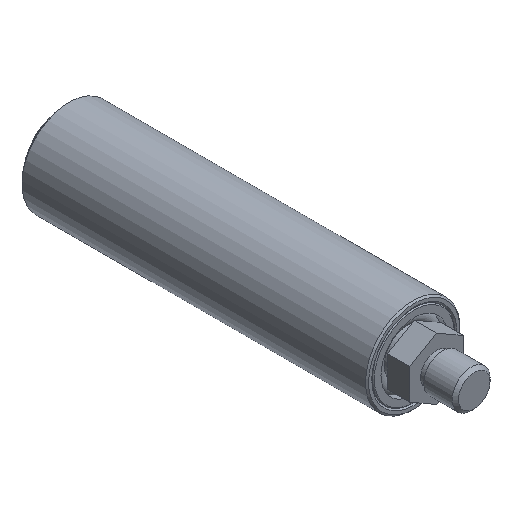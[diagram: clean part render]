
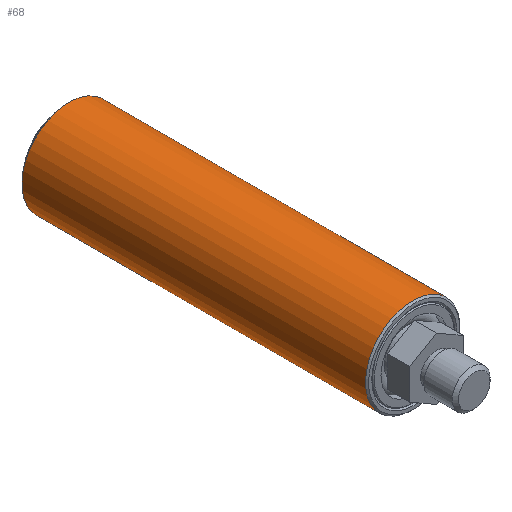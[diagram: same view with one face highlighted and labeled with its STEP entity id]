
A CAD part, isometric view. The second image highlights one B-rep face of the part: STEP entity #68.
In plain terms, the highlighted cylindrical face has radius 15 mm (diameter 30 mm), a full revolution.
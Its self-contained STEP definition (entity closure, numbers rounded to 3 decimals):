
#1 = EDGE_LOOP ( 'NONE', ( #446 ) ) ;
#9 = DIRECTION ( 'NONE',  ( 0., 1., 0. ) ) ;
#37 = CIRCLE ( 'NONE', #281, 15. ) ;
#68 = ADVANCED_FACE ( 'NONE', ( #177, #381 ), #228, .T. ) ;
#143 = CARTESIAN_POINT ( 'NONE',  ( 14.364, 128.5, 4.322 ) ) ;
#160 = CARTESIAN_POINT ( 'NONE',  ( -14.364, 19.5, -4.322 ) ) ;
#177 = FACE_OUTER_BOUND ( 'NONE', #1, .T. ) ;
#228 = CYLINDRICAL_SURFACE ( 'NONE', #657, 15. ) ;
#236 = VERTEX_POINT ( 'NONE', #143 ) ;
#249 = CARTESIAN_POINT ( 'NONE',  ( 0., 128.5, 0. ) ) ;
#252 = DIRECTION ( 'NONE',  ( 0., -1., 0. ) ) ;
#274 = DIRECTION ( 'NONE',  ( -0.958, 0., -0.288 ) ) ;
#281 = AXIS2_PLACEMENT_3D ( 'NONE', #375, #550, #274 ) ;
#318 = CIRCLE ( 'NONE', #651, 15. ) ;
#375 = CARTESIAN_POINT ( 'NONE',  ( 0., 19.5, 0. ) ) ;
#381 = FACE_OUTER_BOUND ( 'NONE', #571, .T. ) ;
#408 = EDGE_CURVE ( 'NONE', #236, #236, #318, .T. ) ;
#427 = DIRECTION ( 'NONE',  ( -0.958, 0., -0.288 ) ) ;
#433 = CARTESIAN_POINT ( 'NONE',  ( 0., 136.105, 0. ) ) ;
#446 = ORIENTED_EDGE ( 'NONE', *, *, #609, .T. ) ;
#456 = ORIENTED_EDGE ( 'NONE', *, *, #408, .T. ) ;
#464 = DIRECTION ( 'NONE',  ( 0.958, 0., 0.288 ) ) ;
#550 = DIRECTION ( 'NONE',  ( 0., 1., 0. ) ) ;
#571 = EDGE_LOOP ( 'NONE', ( #456 ) ) ;
#609 = EDGE_CURVE ( 'NONE', #637, #637, #37, .T. ) ;
#637 = VERTEX_POINT ( 'NONE', #160 ) ;
#651 = AXIS2_PLACEMENT_3D ( 'NONE', #249, #252, #464 ) ;
#657 = AXIS2_PLACEMENT_3D ( 'NONE', #433, #9, #427 ) ;
